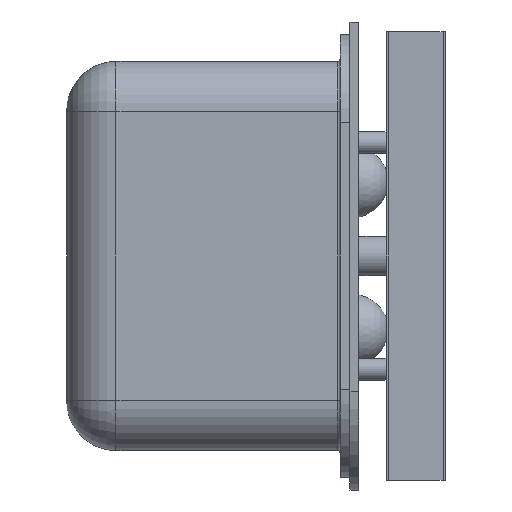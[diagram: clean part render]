
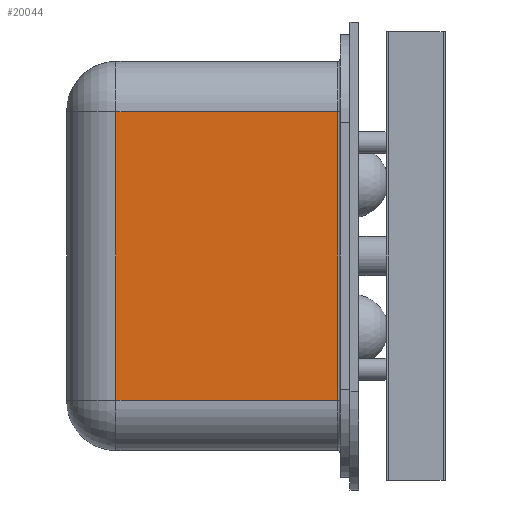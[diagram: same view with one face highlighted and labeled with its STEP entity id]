
A CAD part, left-side view. The second image highlights one B-rep face of the part: STEP entity #20044.
In plain terms, the highlighted planar face has unit normal (-1, 0, 0).
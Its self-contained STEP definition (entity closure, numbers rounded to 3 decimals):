
#267 = CARTESIAN_POINT ( 'NONE',  ( -6.45, 5.55, -2.925 ) ) ;
#315 = VECTOR ( 'NONE', #5831, 1000. ) ;
#336 = CARTESIAN_POINT ( 'NONE',  ( -6.45, 0.05, -2.925 ) ) ;
#414 = VERTEX_POINT ( 'NONE', #2452 ) ;
#478 = ORIENTED_EDGE ( 'NONE', *, *, #3872, .T. ) ;
#2067 = EDGE_CURVE ( 'NONE', #17822, #414, #18745, .T. ) ;
#2452 = CARTESIAN_POINT ( 'NONE',  ( -6.45, 0.05, 2.925 ) ) ;
#3574 = LINE ( 'NONE', #12485, #16014 ) ;
#3872 = EDGE_CURVE ( 'NONE', #7572, #4746, #3574, .T. ) ;
#4746 = VERTEX_POINT ( 'NONE', #336 ) ;
#5014 = DIRECTION ( 'NONE',  ( 0., -1., 0. ) ) ;
#5831 = DIRECTION ( 'NONE',  ( 0., 0., 1. ) ) ;
#6066 = ORIENTED_EDGE ( 'NONE', *, *, #15326, .T. ) ;
#6274 = CARTESIAN_POINT ( 'NONE',  ( -6.45, 4.55, -2.925 ) ) ;
#6985 = EDGE_LOOP ( 'NONE', ( #478, #17359, #9375, #6066 ) ) ;
#7221 = FACE_OUTER_BOUND ( 'NONE', #6985, .T. ) ;
#7572 = VERTEX_POINT ( 'NONE', #6274 ) ;
#7757 = LINE ( 'NONE', #13267, #315 ) ;
#8305 = CARTESIAN_POINT ( 'NONE',  ( -6.45, 5.55, 2.925 ) ) ;
#9114 = CARTESIAN_POINT ( 'NONE',  ( -6.45, 4.55, -2.925 ) ) ;
#9375 = ORIENTED_EDGE ( 'NONE', *, *, #2067, .F. ) ;
#9697 = DIRECTION ( 'NONE',  ( 0., 0., -1. ) ) ;
#10103 = VECTOR ( 'NONE', #12354, 1000. ) ;
#10625 = DIRECTION ( 'NONE',  ( 0., -1., 0. ) ) ;
#12247 = LINE ( 'NONE', #9114, #10103 ) ;
#12354 = DIRECTION ( 'NONE',  ( 0., 0., -1. ) ) ;
#12485 = CARTESIAN_POINT ( 'NONE',  ( -6.45, 5.55, -2.925 ) ) ;
#13267 = CARTESIAN_POINT ( 'NONE',  ( -6.45, 0.05, 2.925 ) ) ;
#15326 = EDGE_CURVE ( 'NONE', #17822, #7572, #12247, .T. ) ;
#15929 = PLANE ( 'NONE',  #17273 ) ;
#16014 = VECTOR ( 'NONE', #10625, 1000. ) ;
#16589 = EDGE_CURVE ( 'NONE', #4746, #414, #7757, .T. ) ;
#17273 = AXIS2_PLACEMENT_3D ( 'NONE', #267, #17759, #9697 ) ;
#17359 = ORIENTED_EDGE ( 'NONE', *, *, #16589, .T. ) ;
#17759 = DIRECTION ( 'NONE',  ( 1., 0., 0. ) ) ;
#17822 = VERTEX_POINT ( 'NONE', #19648 ) ;
#18745 = LINE ( 'NONE', #8305, #20089 ) ;
#19648 = CARTESIAN_POINT ( 'NONE',  ( -6.45, 4.55, 2.925 ) ) ;
#20044 = ADVANCED_FACE ( 'NONE', ( #7221 ), #15929, .F. ) ;
#20089 = VECTOR ( 'NONE', #5014, 1000. ) ;
